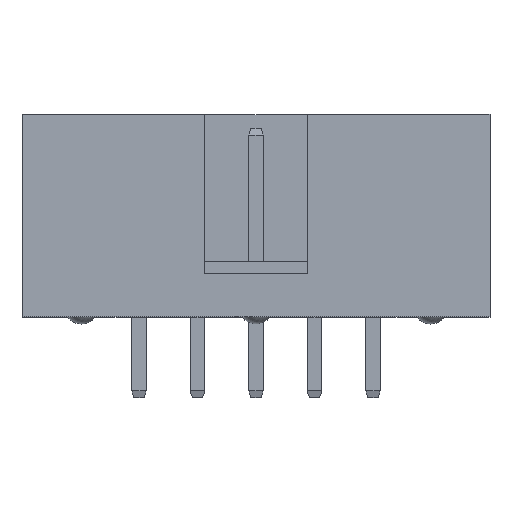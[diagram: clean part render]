
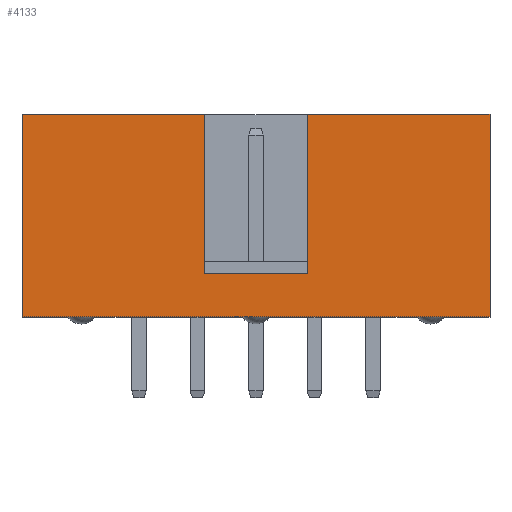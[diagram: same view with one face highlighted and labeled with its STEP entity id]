
A CAD part, top view. The second image highlights one B-rep face of the part: STEP entity #4133.
In plain terms, the highlighted planar face has unit normal (0, 0, 1).
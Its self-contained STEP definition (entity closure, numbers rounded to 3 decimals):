
#136=FACE_OUTER_BOUND('',#418,.T.);
#418=EDGE_LOOP('',(#3082,#3083,#3084,#3085,#3086,#3087,#3088,#3089));
#615=LINE('',#5725,#1181);
#619=LINE('',#5733,#1185);
#629=LINE('',#5754,#1195);
#836=LINE('',#6191,#1402);
#837=LINE('',#6193,#1403);
#840=LINE('',#6198,#1406);
#841=LINE('',#6200,#1407);
#845=LINE('',#6207,#1411);
#1181=VECTOR('',#4610,6.9);
#1185=VECTOR('',#4616,6.9);
#1195=VECTOR('',#4630,20.32);
#1402=VECTOR('',#4985,8.8);
#1403=VECTOR('',#4988,7.91);
#1406=VECTOR('',#4991,7.91);
#1407=VECTOR('',#4994,8.8);
#1411=VECTOR('',#5004,4.5);
#1746=VERTEX_POINT('',#5722);
#1747=VERTEX_POINT('',#5724);
#1749=VERTEX_POINT('',#5730);
#1750=VERTEX_POINT('',#5732);
#1758=VERTEX_POINT('',#5751);
#1759=VERTEX_POINT('',#5753);
#1915=VERTEX_POINT('',#6189);
#1917=VERTEX_POINT('',#6196);
#2093=EDGE_CURVE('',#1746,#1747,#615,.T.);
#2097=EDGE_CURVE('',#1749,#1750,#619,.T.);
#2107=EDGE_CURVE('',#1759,#1758,#629,.T.);
#2326=EDGE_CURVE('',#1915,#1758,#836,.T.);
#2327=EDGE_CURVE('',#1747,#1915,#837,.T.);
#2330=EDGE_CURVE('',#1917,#1749,#840,.T.);
#2331=EDGE_CURVE('',#1917,#1759,#841,.T.);
#2335=EDGE_CURVE('',#1750,#1746,#845,.T.);
#3082=ORIENTED_EDGE('',*,*,#2335,.F.);
#3083=ORIENTED_EDGE('',*,*,#2097,.F.);
#3084=ORIENTED_EDGE('',*,*,#2330,.F.);
#3085=ORIENTED_EDGE('',*,*,#2331,.T.);
#3086=ORIENTED_EDGE('',*,*,#2107,.T.);
#3087=ORIENTED_EDGE('',*,*,#2326,.F.);
#3088=ORIENTED_EDGE('',*,*,#2327,.F.);
#3089=ORIENTED_EDGE('',*,*,#2093,.F.);
#3877=PLANE('',#4403);
#4133=ADVANCED_FACE('',(#136),#3877,.F.);
#4403=AXIS2_PLACEMENT_3D('',#6208,#5005,#5006);
#4610=DIRECTION('',(0.,1.,0.));
#4616=DIRECTION('',(0.,-1.,0.));
#4630=DIRECTION('',(1.,0.,0.));
#4985=DIRECTION('',(0.,-1.,0.));
#4988=DIRECTION('',(1.,0.,0.));
#4991=DIRECTION('',(1.,0.,0.));
#4994=DIRECTION('',(0.,-1.,0.));
#5004=DIRECTION('',(1.,0.,0.));
#5005=DIRECTION('center_axis',(0.,0.,-1.));
#5006=DIRECTION('ref_axis',(-1.,0.,0.));
#5722=CARTESIAN_POINT('',(0.98,1.9,4.375));
#5724=CARTESIAN_POINT('',(0.98,8.8,4.375));
#5725=CARTESIAN_POINT('',(0.98,1.9,4.375));
#5730=CARTESIAN_POINT('',(-3.52,8.8,4.375));
#5732=CARTESIAN_POINT('',(-3.52,1.9,4.375));
#5733=CARTESIAN_POINT('',(-3.52,8.8,4.375));
#5751=CARTESIAN_POINT('',(8.89,0.,4.375));
#5753=CARTESIAN_POINT('',(-11.43,0.,4.375));
#5754=CARTESIAN_POINT('',(-11.43,0.,4.375));
#6189=CARTESIAN_POINT('',(8.89,8.8,4.375));
#6191=CARTESIAN_POINT('',(8.89,8.8,4.375));
#6193=CARTESIAN_POINT('',(-13.97,8.8,4.375));
#6196=CARTESIAN_POINT('',(-11.43,8.8,4.375));
#6198=CARTESIAN_POINT('',(-11.43,8.8,4.375));
#6200=CARTESIAN_POINT('',(-11.43,8.8,4.375));
#6207=CARTESIAN_POINT('',(-2.25,1.9,4.375));
#6208=CARTESIAN_POINT('Origin',(-11.43,8.8,4.375));
